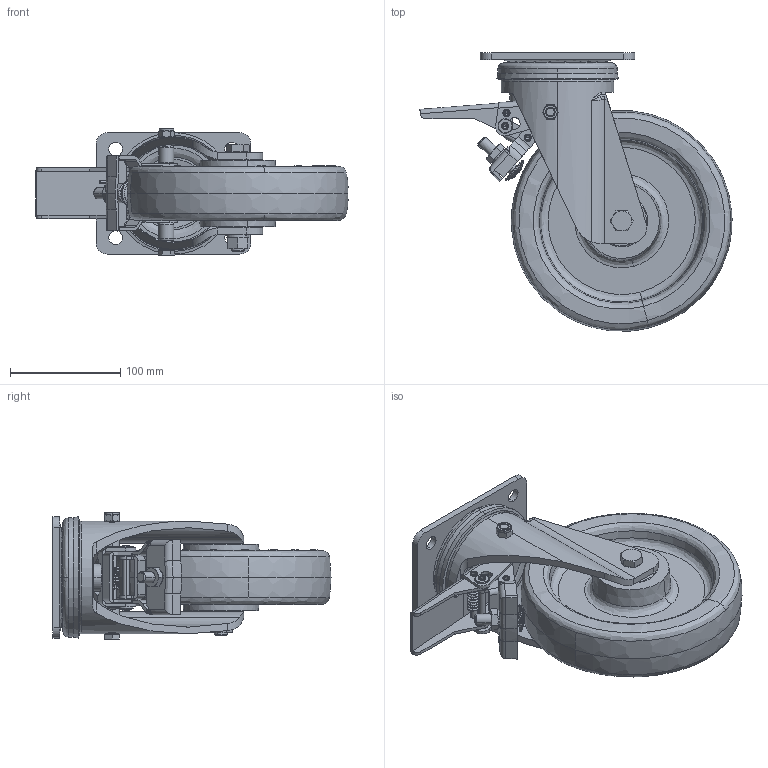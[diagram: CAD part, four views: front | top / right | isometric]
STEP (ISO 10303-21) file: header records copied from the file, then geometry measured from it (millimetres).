
FILE_DESCRIPTION (( 'STEP AP214' ), '1' );
FILE_NAME ('0033872_L-HV-PAM-200-K-3-DSV.step', '2018-08-03T10:20:13', ( 'Windows-Benutzer' ), ( '' ), 'SwSTEP 2.0', 'SolidWorks 2018', '' );
FILE_SCHEMA (( 'AUTOMOTIVE_DESIGN' ));
Length unit declared in the file: millimetre
Products named in the file (1): 0033872_L-HV-PAM-200-K-3-DSV
Bounding box: 282.51 x 251.71 x 115.5 mm (x, y, z)
Surface area: 326407 mm2 (no closed solid volume)
Topology: 0 solids, 16 shells, 966 faces, 2461 edges, 1563 vertices
Faces by surface type: cylinder 312, plane 285, bspline 183, cone 158, torus 28
Entity records: 50626 total; most frequent: CARTESIAN_POINT 17184, ORIENTED_EDGE 4886, DIRECTION 4684, EDGE_CURVE 2451, AXIS2_PLACEMENT_3D 1924, VERTEX_POINT 1563, CIRCLE 1140, EDGE_LOOP 1086
